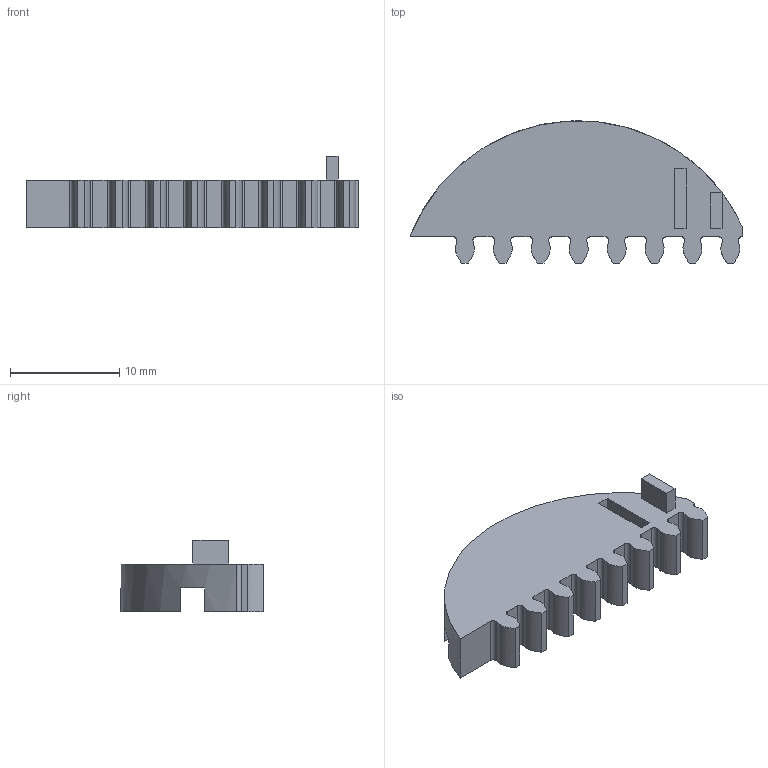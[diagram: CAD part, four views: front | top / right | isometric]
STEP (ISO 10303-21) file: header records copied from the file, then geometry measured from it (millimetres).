
FILE_DESCRIPTION(/* description */ (''),/* implementation_level */ '2;1');
FILE_NAME(/* name */ 'plaquedenté1.step',/* time_stamp */ '2022-01-21T08:52:11+01:00',/* author */ (''),/* organization */ (''),/* preprocessor_version */ 'ST-DEVELOPER v18.1',/* originating_system */ 'Autodesk Translation Framework v10.13.0.1454',/* authorisation */ '');
FILE_SCHEMA (('AUTOMOTIVE_DESIGN { 1 0 10303 214 3 1 1 }'));
Length unit declared in the file: millimetre
Products named in the file (1): mk3
Bounding box: 30.45 x 13.05 x 6.6 mm (x, y, z)
Volume: 1046.5 mm3; surface area: 1119.1 mm2
Topology: 1 solids, 1 shells, 82 faces, 235 edges, 156 vertices
Faces by surface type: plane 41, bspline 24, cylinder 17
Entity records: 3395 total; most frequent: CARTESIAN_POINT 1362, ORIENTED_EDGE 470, DIRECTION 344, EDGE_CURVE 235, VERTEX_POINT 156, LINE 148, VECTOR 148, AXIS2_PLACEMENT_3D 98
